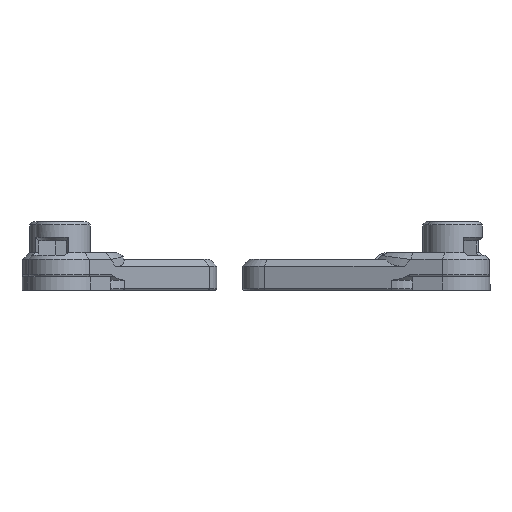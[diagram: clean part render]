
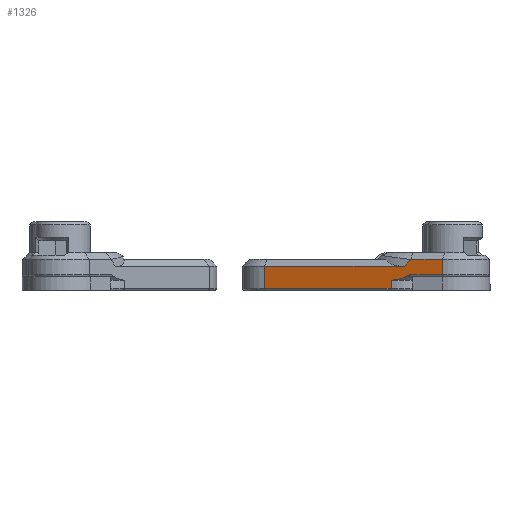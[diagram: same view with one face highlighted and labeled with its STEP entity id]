
A CAD part, front view. The second image highlights one B-rep face of the part: STEP entity #1326.
In plain terms, the highlighted face is planar.
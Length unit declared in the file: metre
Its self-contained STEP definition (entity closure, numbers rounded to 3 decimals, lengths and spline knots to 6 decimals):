
#123=B_SPLINE_CURVE_WITH_KNOTS('',3,(#1960,#1961,#1962,#1963),
 .UNSPECIFIED.,.F.,.F.,(4,4),(0.,1.),.UNSPECIFIED.);
#141=ORIENTED_EDGE('',*,*,#535,.T.);
#142=ORIENTED_EDGE('',*,*,#536,.T.);
#143=ORIENTED_EDGE('',*,*,#537,.F.);
#144=ORIENTED_EDGE('',*,*,#538,.F.);
#145=ORIENTED_EDGE('',*,*,#539,.F.);
#146=ORIENTED_EDGE('',*,*,#540,.F.);
#147=ORIENTED_EDGE('',*,*,#541,.F.);
#148=ORIENTED_EDGE('',*,*,#542,.F.);
#149=ORIENTED_EDGE('',*,*,#543,.T.);
#535=EDGE_CURVE('',#732,#733,#859,.T.);
#536=EDGE_CURVE('',#733,#734,#123,.T.);
#537=EDGE_CURVE('',#735,#734,#860,.T.);
#538=EDGE_CURVE('',#736,#735,#861,.T.);
#539=EDGE_CURVE('',#737,#736,#862,.T.);
#540=EDGE_CURVE('',#738,#737,#863,.T.);
#541=EDGE_CURVE('',#739,#738,#864,.T.);
#542=EDGE_CURVE('',#740,#739,#865,.T.);
#543=EDGE_CURVE('',#740,#732,#866,.T.);
#732=VERTEX_POINT('',#1958);
#733=VERTEX_POINT('',#1959);
#734=VERTEX_POINT('',#1964);
#735=VERTEX_POINT('',#1966);
#736=VERTEX_POINT('',#1968);
#737=VERTEX_POINT('',#1970);
#738=VERTEX_POINT('',#1972);
#739=VERTEX_POINT('',#1974);
#740=VERTEX_POINT('',#1976);
#859=LINE('',#1957,#980);
#860=LINE('',#1965,#981);
#861=LINE('',#1967,#982);
#862=LINE('',#1969,#983);
#863=LINE('',#1971,#984);
#864=LINE('',#1973,#985);
#865=LINE('',#1975,#986);
#866=LINE('',#1977,#987);
#980=VECTOR('',#1562,1.);
#981=VECTOR('',#1563,1.);
#982=VECTOR('',#1564,1.);
#983=VECTOR('',#1565,1.);
#984=VECTOR('',#1566,1.);
#985=VECTOR('',#1567,1.);
#986=VECTOR('',#1568,1.);
#987=VECTOR('',#1569,1.);
#1101=EDGE_LOOP('',(#141,#142,#143,#144,#145,#146,#147,#148,#149));
#1191=FACE_BOUND('',#1101,.T.);
#1281=PLANE('',#1421);
#1326=ADVANCED_FACE('',(#1191),#1281,.F.);
#1421=AXIS2_PLACEMENT_3D('',#1956,#1560,#1561);
#1560=DIRECTION('',(0.,0.,-1.));
#1561=DIRECTION('',(0.,-1.,0.));
#1562=DIRECTION('',(0.,1.,0.));
#1563=DIRECTION('',(-1.,0.,0.));
#1564=DIRECTION('',(0.,-1.,0.));
#1565=DIRECTION('',(1.,0.,0.));
#1566=DIRECTION('',(0.707,0.707,0.));
#1567=DIRECTION('',(1.,0.,0.));
#1568=DIRECTION('',(0.,1.,0.));
#1569=DIRECTION('',(1.,0.,0.));
#1956=CARTESIAN_POINT('',(0.,0.,0.005));
#1957=CARTESIAN_POINT('',(-0.008,0.0003,0.005));
#1958=CARTESIAN_POINT('',(-0.008,0.0003,0.005));
#1959=CARTESIAN_POINT('',(-0.008,0.0015,0.005));
#1960=CARTESIAN_POINT('',(-0.008,0.0015,0.005));
#1961=CARTESIAN_POINT('',(-0.007071,0.0015,0.005));
#1962=CARTESIAN_POINT('',(-0.006128,0.001759,0.005));
#1963=CARTESIAN_POINT('',(-0.005061,0.0023,0.005));
#1964=CARTESIAN_POINT('',(-0.005061,0.0023,0.005));
#1965=CARTESIAN_POINT('',(0.,0.0023,0.005));
#1966=CARTESIAN_POINT('',(0.,0.0023,0.005));
#1967=CARTESIAN_POINT('',(0.,0.0045,0.005));
#1968=CARTESIAN_POINT('',(0.,0.0045,0.005));
#1969=CARTESIAN_POINT('',(-0.004929,0.0045,0.005));
#1970=CARTESIAN_POINT('',(-0.004929,0.0045,0.005));
#1971=CARTESIAN_POINT('',(-0.005429,0.004,0.005));
#1972=CARTESIAN_POINT('',(-0.005929,0.0035,0.005));
#1973=CARTESIAN_POINT('',(-0.027719,0.0035,0.005));
#1974=CARTESIAN_POINT('',(-0.027719,0.0035,0.005));
#1975=CARTESIAN_POINT('',(-0.027719,0.0003,0.005));
#1976=CARTESIAN_POINT('',(-0.027719,0.0003,0.005));
#1977=CARTESIAN_POINT('',(-0.027719,0.0003,0.005));
